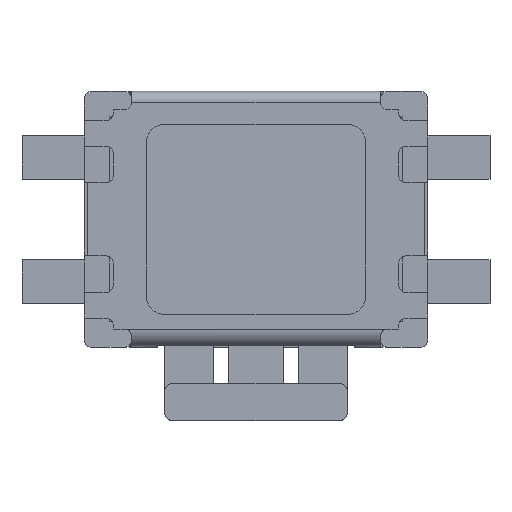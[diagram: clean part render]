
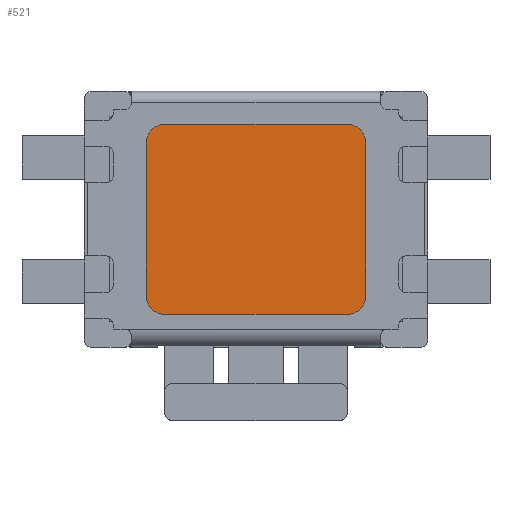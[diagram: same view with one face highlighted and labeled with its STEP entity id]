
A CAD part, top view. The second image highlights one B-rep face of the part: STEP entity #521.
In plain terms, the highlighted planar face has unit normal (0, 0, 1).
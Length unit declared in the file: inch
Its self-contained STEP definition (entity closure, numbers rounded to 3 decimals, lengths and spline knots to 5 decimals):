
#266=CARTESIAN_POINT('',(0.04921,0.05118,0.06693));
#267=VERTEX_POINT('',#266);
#274=CARTESIAN_POINT('',(0.05906,0.04134,0.06693));
#275=VERTEX_POINT('',#274);
#276=CARTESIAN_POINT('',(0.04921,0.04134,0.06693));
#277=DIRECTION('',(0.0,0.0,-1.0));
#278=DIRECTION('',(0.0,1.0,0.0));
#279=AXIS2_PLACEMENT_3D('',#276,#277,#278);
#280=CIRCLE('',#279,0.00984);
#281=EDGE_CURVE('',#267,#275,#280,.T.);
#305=CARTESIAN_POINT('',(-0.04921,0.05118,0.06693));
#306=VERTEX_POINT('',#305);
#313=CARTESIAN_POINT('',(-0.04921,0.05118,0.06693));
#314=DIRECTION('',(1.0,0.0,0.0));
#315=VECTOR('',#314,0.09843);
#316=LINE('',#313,#315);
#317=EDGE_CURVE('',#306,#267,#316,.T.);
#337=CARTESIAN_POINT('',(-0.05906,0.04134,0.06693));
#338=VERTEX_POINT('',#337);
#345=CARTESIAN_POINT('',(-0.04921,0.04134,0.06693));
#346=DIRECTION('',(0.0,0.0,-1.0));
#347=DIRECTION('',(-1.0,0.0,0.0));
#348=AXIS2_PLACEMENT_3D('',#345,#346,#347);
#349=CIRCLE('',#348,0.00984);
#350=EDGE_CURVE('',#338,#306,#349,.T.);
#369=CARTESIAN_POINT('',(-0.05906,-0.04134,0.06693));
#370=VERTEX_POINT('',#369);
#377=CARTESIAN_POINT('',(-0.05906,-0.04134,0.06693));
#378=DIRECTION('',(0.0,1.0,0.0));
#379=VECTOR('',#378,0.08268);
#380=LINE('',#377,#379);
#381=EDGE_CURVE('',#370,#338,#380,.T.);
#401=CARTESIAN_POINT('',(-0.04921,-0.05118,0.06693));
#402=VERTEX_POINT('',#401);
#409=CARTESIAN_POINT('',(-0.04921,-0.04134,0.06693));
#410=DIRECTION('',(0.0,0.0,-1.0));
#411=DIRECTION('',(0.0,-1.0,0.0));
#412=AXIS2_PLACEMENT_3D('',#409,#410,#411);
#413=CIRCLE('',#412,0.00984);
#414=EDGE_CURVE('',#402,#370,#413,.T.);
#433=CARTESIAN_POINT('',(0.04921,-0.05118,0.06693));
#434=VERTEX_POINT('',#433);
#441=CARTESIAN_POINT('',(0.04921,-0.05118,0.06693));
#442=DIRECTION('',(-1.0,0.0,0.0));
#443=VECTOR('',#442,0.09843);
#444=LINE('',#441,#443);
#445=EDGE_CURVE('',#434,#402,#444,.T.);
#465=CARTESIAN_POINT('',(0.05906,-0.04134,0.06693));
#466=VERTEX_POINT('',#465);
#473=CARTESIAN_POINT('',(0.04921,-0.04134,0.06693));
#474=DIRECTION('',(0.0,0.0,-1.0));
#475=DIRECTION('',(1.0,0.0,0.0));
#476=AXIS2_PLACEMENT_3D('',#473,#474,#475);
#477=CIRCLE('',#476,0.00984);
#478=EDGE_CURVE('',#466,#434,#477,.T.);
#496=CARTESIAN_POINT('',(0.05906,0.04134,0.06693));
#497=DIRECTION('',(0.0,-1.0,0.0));
#498=VECTOR('',#497,0.08268);
#499=LINE('',#496,#498);
#500=EDGE_CURVE('',#275,#466,#499,.T.);
#506=CARTESIAN_POINT('',(0.,0.,0.06693));
#507=DIRECTION('',(0.0,0.0,-1.0));
#508=DIRECTION('',(-1.0,0.0,0.0));
#509=AXIS2_PLACEMENT_3D('',#506,#507,#508);
#510=PLANE('',#509);
#511=ORIENTED_EDGE('',*,*,#500,.F.);
#512=ORIENTED_EDGE('',*,*,#281,.F.);
#513=ORIENTED_EDGE('',*,*,#317,.F.);
#514=ORIENTED_EDGE('',*,*,#350,.F.);
#515=ORIENTED_EDGE('',*,*,#381,.F.);
#516=ORIENTED_EDGE('',*,*,#414,.F.);
#517=ORIENTED_EDGE('',*,*,#445,.F.);
#518=ORIENTED_EDGE('',*,*,#478,.F.);
#519=EDGE_LOOP('',(#511,#512,#513,#514,#515,#516,#517,#518));
#520=FACE_OUTER_BOUND('',#519,.T.);
#521=ADVANCED_FACE('',(#520),#510,.F.);
